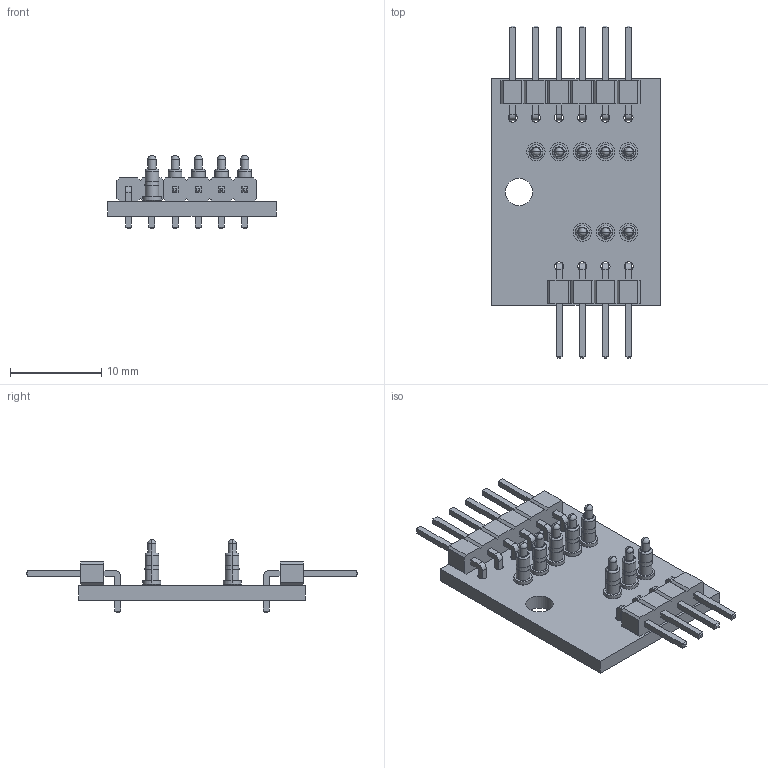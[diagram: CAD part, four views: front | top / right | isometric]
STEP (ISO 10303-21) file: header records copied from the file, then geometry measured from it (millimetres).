
FILE_DESCRIPTION(('KiCad electronic assembly'),'2;1');
FILE_NAME('nfc_sense_prgramming.step','2024-02-08T19:28:05',('Pcbnew'),( 'Kicad'),'Open CASCADE STEP processor 7.6','KiCad to STEP converter' ,'Unknown');
FILE_SCHEMA(('AUTOMOTIVE_DESIGN { 1 0 10303 214 1 1 1 1 }'));
Length unit declared in the file: millimetre
Products named in the file (8): nfc_sense_prgramming 1; p70-1010045; SOLID; PinHeader_1x06_P2.54mm_Horizontal; PinHeader_1x04_P2.54mm_Horizontal; nfc_sense_prgramming PCB
Assembly tree (14 placements, depth 3):
  nfc_sense_prgramming 1
    p70-1010045  x8
      SOLID
    PinHeader_1x06_P2.54mm_Horizontal
      SOLID
    PinHeader_1x04_P2.54mm_Horizontal
      SOLID
    nfc_sense_prgramming PCB
Bounding box: 18.5 x 36.38 x 8 mm (x, y, z)
Volume: 979.4 mm3; surface area: 1882.6 mm2
Topology: 11 solids, 11 shells, 455 faces, 1047 edges, 642 vertices
Faces by surface type: plane 306, cylinder 85, cone 32, torus 16, sphere 16
Full cylindrical faces by diameter (mm): 1 x10, 3 x1
Entity records: 21235 total; most frequent: CARTESIAN_POINT 3304, DIRECTION 2993, LINE 2170, VECTOR 2170, ORIENTED_EDGE 1530, PCURVE 1530, DEFINITIONAL_REPRESENTATION 1530, EDGE_CURVE 765
